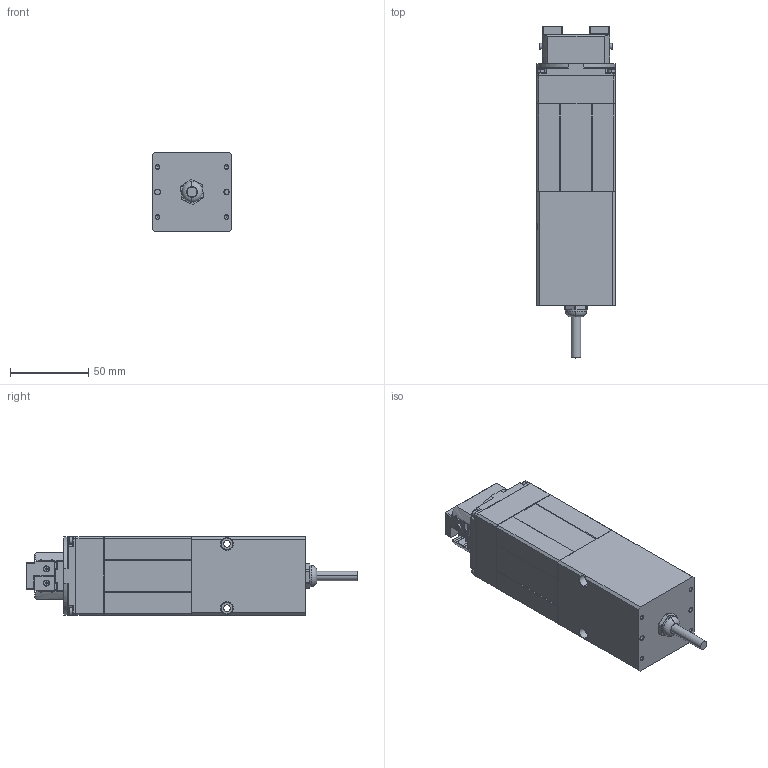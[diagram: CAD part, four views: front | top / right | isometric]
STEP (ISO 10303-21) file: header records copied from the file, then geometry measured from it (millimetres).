
FILE_DESCRIPTION (( 'STEP AP214' ), '1' );
FILE_NAME ('RGI14-20201117.STEP', '2020-11-17T02:38:05', ( 'Windows User' ), ( 'P R C' ), 'SwSTEP 2.0', 'SolidWorks 2016', '' );
FILE_SCHEMA (( 'AUTOMOTIVE_DESIGN' ));
Length unit declared in the file: millimetre
Products named in the file (5): RGI14-20201117; finger_1; U tray; main body; bot
Assembly tree (5 placements, depth 2):
  RGI14-20201117
    U tray
    bot
    finger_1  x2
    main body
Bounding box: 50 x 211.5 x 50 mm (x, y, z)
Volume: 396630 mm3; surface area: 58187.6 mm2
Topology: 5 solids, 19 shells, 873 faces, 2156 edges, 1321 vertices
Faces by surface type: plane 498, cylinder 217, cone 132, torus 18, bspline 6, sphere 2
Entity records: 30259 total; most frequent: CARTESIAN_POINT 4933, DIRECTION 3591, ORIENTED_EDGE 3524, EDGE_CURVE 1762, AXIS2_PLACEMENT_3D 1242, LINE 1107, VECTOR 1107, VERTEX_POINT 1095
